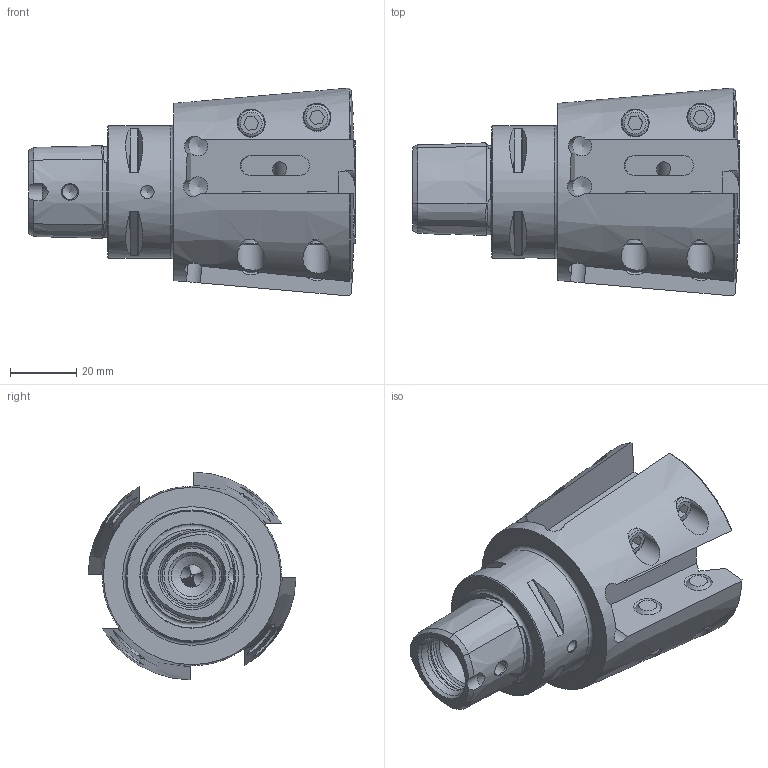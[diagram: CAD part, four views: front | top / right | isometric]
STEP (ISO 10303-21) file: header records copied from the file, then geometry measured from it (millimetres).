
FILE_DESCRIPTION (( 'STEP AP214' ), '1' );
FILE_NAME ('PS4.V16.R43.075.STEP', '2020-11-12T15:07:36', ( '' ), ( '' ), 'SwSTEP 2.0', 'SolidWorks 2017', '' );
FILE_SCHEMA (( 'AUTOMOTIVE_DESIGN' ));
Length unit declared in the file: millimetre
Products named in the file (7): KU1-U12.002.010_A; PS4-V16.R43.075_A; ISO 4026 - M8 x 16; PS4.V16.R43.075; KU1-U12.003.010_B; DIN 3771 - 8x1.5; KU1-U12.002.010
Assembly tree (16 placements, depth 3):
  PS4.V16.R43.075
    PS4-V16.R43.075_A
    KU1-U12.002.010  x4
      KU1-U12.003.010_B
      KU1-U12.002.010_A
      DIN 3771 - 8x1.5
    ISO 4026 - M8 x 16  x8
Bounding box: 99 x 62.99 x 62.99 mm (x, y, z)
Volume: 115842.2 mm3; surface area: 41026.9 mm2
Topology: 21 solids, 21 shells, 494 faces, 1292 edges, 825 vertices
Faces by surface type: plane 200, cone 154, cylinder 110, torus 22, sphere 8
Full cylindrical faces by diameter (mm): 4 x1, 4.2 x4, 4.6 x2, 5 x8, 6 x8, 6.8 x9, 8 x8, 8.5 x4, 10 x4, 11 x4, 12 x4, 12.5 x1, 18 x2, 20 x1, 40 x1
Entity records: 10728 total; most frequent: CARTESIAN_POINT 3928, ORIENTED_EDGE 1272, DIRECTION 1256, EDGE_CURVE 636, AXIS2_PLACEMENT_3D 538, VERTEX_POINT 450, EDGE_LOOP 414, FACE_OUTER_BOUND 338
